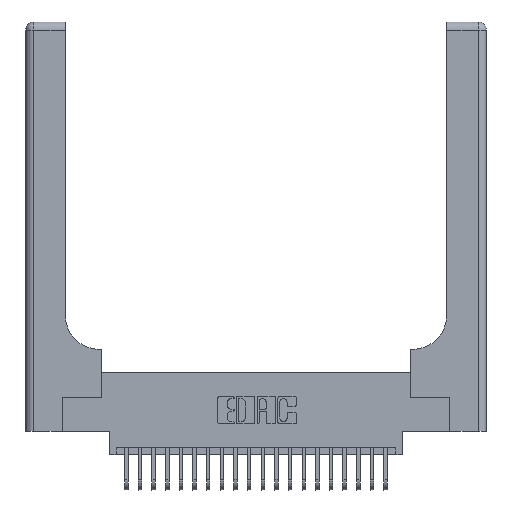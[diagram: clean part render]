
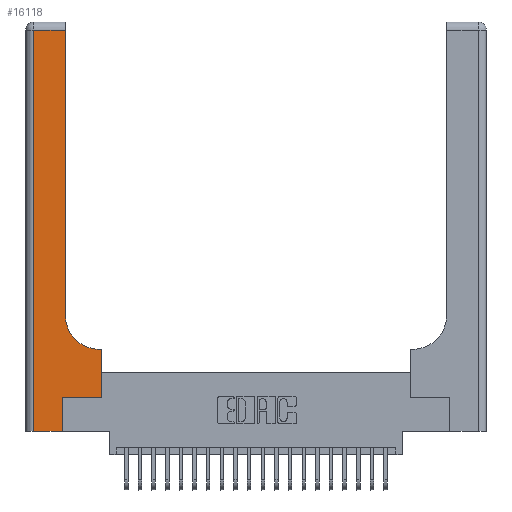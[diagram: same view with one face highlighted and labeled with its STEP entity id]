
A CAD part, top view. The second image highlights one B-rep face of the part: STEP entity #16118.
In plain terms, the highlighted planar face has unit normal (0, 0, 1).
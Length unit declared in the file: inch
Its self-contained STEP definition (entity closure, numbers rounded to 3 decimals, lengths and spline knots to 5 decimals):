
#209 = VERTEX_POINT ( 'NONE', #3129 ) ;
#457 = VECTOR ( 'NONE', #22174, 39.37008 ) ;
#616 = ORIENTED_EDGE ( 'NONE', *, *, #2133, .T. ) ;
#988 = ORIENTED_EDGE ( 'NONE', *, *, #13568, .T. ) ;
#1388 = CARTESIAN_POINT ( 'NONE',  ( 0.2915, 3., 0.37 ) ) ;
#1952 = CARTESIAN_POINT ( 'NONE',  ( 0.5415, 0.85, 0.37 ) ) ;
#1968 = ORIENTED_EDGE ( 'NONE', *, *, #24773, .T. ) ;
#2133 = EDGE_CURVE ( 'NONE', #4836, #18020, #12125, .T. ) ;
#2430 = DIRECTION ( 'NONE',  ( -1., 0., 0. ) ) ;
#2600 = CARTESIAN_POINT ( 'NONE',  ( 0., 2.94, 0.37 ) ) ;
#2711 = LINE ( 'NONE', #20757, #22401 ) ;
#2789 = VECTOR ( 'NONE', #17123, 39.37008 ) ;
#3129 = CARTESIAN_POINT ( 'NONE',  ( 0.2915, 0.85, 0.37 ) ) ;
#3309 = EDGE_CURVE ( 'NONE', #209, #24052, #19390, .T. ) ;
#4001 = DIRECTION ( 'NONE',  ( 1., 0., 0. ) ) ;
#4649 = CARTESIAN_POINT ( 'NONE',  ( 0.269, 0.25, 0.37 ) ) ;
#4836 = VERTEX_POINT ( 'NONE', #6715 ) ;
#5007 = VECTOR ( 'NONE', #16418, 39.37008 ) ;
#5167 = DIRECTION ( 'NONE',  ( 0., 1., 0. ) ) ;
#5911 = LINE ( 'NONE', #14348, #457 ) ;
#6044 = CIRCLE ( 'NONE', #10593, 0.25 ) ;
#6715 = CARTESIAN_POINT ( 'NONE',  ( 0.06, 2.94, 0.37 ) ) ;
#7369 = ORIENTED_EDGE ( 'NONE', *, *, #8877, .T. ) ;
#7373 = CARTESIAN_POINT ( 'NONE',  ( 0.06, 3., 0.37 ) ) ;
#7702 = CARTESIAN_POINT ( 'NONE',  ( 0.5585, 0.25, 0.37 ) ) ;
#8636 = CARTESIAN_POINT ( 'NONE',  ( 0.2915, 2.94, 0.37 ) ) ;
#8877 = EDGE_CURVE ( 'NONE', #20317, #209, #6044, .T. ) ;
#9547 = LINE ( 'NONE', #22351, #23873 ) ;
#10391 = PLANE ( 'NONE',  #17218 ) ;
#10429 = ORIENTED_EDGE ( 'NONE', *, *, #16203, .T. ) ;
#10593 = AXIS2_PLACEMENT_3D ( 'NONE', #1952, #15813, #4001 ) ;
#10762 = ORIENTED_EDGE ( 'NONE', *, *, #15574, .T. ) ;
#11348 = ORIENTED_EDGE ( 'NONE', *, *, #19194, .T. ) ;
#11372 = DIRECTION ( 'NONE',  ( 0., 1., 0. ) ) ;
#11422 = LINE ( 'NONE', #23983, #15987 ) ;
#11662 = FACE_OUTER_BOUND ( 'NONE', #24540, .T. ) ;
#12016 = CARTESIAN_POINT ( 'NONE',  ( 0.5415, 0.6, 0.37 ) ) ;
#12125 = LINE ( 'NONE', #7373, #2789 ) ;
#12341 = CARTESIAN_POINT ( 'NONE',  ( 0., 3., 0.37 ) ) ;
#12817 = ORIENTED_EDGE ( 'NONE', *, *, #3309, .T. ) ;
#13568 = EDGE_CURVE ( 'NONE', #24965, #23587, #11422, .T. ) ;
#13580 = VECTOR ( 'NONE', #11372, 39.37008 ) ;
#14250 = DIRECTION ( 'NONE',  ( 0., 1., 0. ) ) ;
#14296 = DIRECTION ( 'NONE',  ( 0., 0., -1. ) ) ;
#14348 = CARTESIAN_POINT ( 'NONE',  ( 0., 0., 0.37 ) ) ;
#14372 = VECTOR ( 'NONE', #24290, 39.37008 ) ;
#15574 = EDGE_CURVE ( 'NONE', #23587, #20317, #9547, .T. ) ;
#15771 = VERTEX_POINT ( 'NONE', #22948 ) ;
#15813 = DIRECTION ( 'NONE',  ( 0., 0., -1. ) ) ;
#15889 = ORIENTED_EDGE ( 'NONE', *, *, #18521, .T. ) ;
#15987 = VECTOR ( 'NONE', #14250, 39.37008 ) ;
#16118 = ADVANCED_FACE ( 'NONE', ( #11662 ), #10391, .F. ) ;
#16203 = EDGE_CURVE ( 'NONE', #16733, #24965, #20170, .T. ) ;
#16418 = DIRECTION ( 'NONE',  ( -1., 0., 0. ) ) ;
#16733 = VERTEX_POINT ( 'NONE', #22968 ) ;
#17018 = CARTESIAN_POINT ( 'NONE',  ( 0.5585, 0.6, 0.37 ) ) ;
#17123 = DIRECTION ( 'NONE',  ( 0., -1., 0. ) ) ;
#17218 = AXIS2_PLACEMENT_3D ( 'NONE', #12341, #14296, #2430 ) ;
#18020 = VERTEX_POINT ( 'NONE', #24893 ) ;
#18521 = EDGE_CURVE ( 'NONE', #24052, #4836, #20048, .T. ) ;
#18539 = DIRECTION ( 'NONE',  ( -1., 0., 0. ) ) ;
#19194 = EDGE_CURVE ( 'NONE', #18020, #15771, #5911, .T. ) ;
#19390 = LINE ( 'NONE', #1388, #13580 ) ;
#20048 = LINE ( 'NONE', #2600, #5007 ) ;
#20170 = LINE ( 'NONE', #4649, #14372 ) ;
#20317 = VERTEX_POINT ( 'NONE', #12016 ) ;
#20757 = CARTESIAN_POINT ( 'NONE',  ( 0.269, 0., 0.37 ) ) ;
#22174 = DIRECTION ( 'NONE',  ( 1., 0., 0. ) ) ;
#22351 = CARTESIAN_POINT ( 'NONE',  ( 0.2915, 0.6, 0.37 ) ) ;
#22401 = VECTOR ( 'NONE', #5167, 39.37008 ) ;
#22948 = CARTESIAN_POINT ( 'NONE',  ( 0.269, 0., 0.37 ) ) ;
#22968 = CARTESIAN_POINT ( 'NONE',  ( 0.269, 0.25, 0.37 ) ) ;
#23587 = VERTEX_POINT ( 'NONE', #17018 ) ;
#23873 = VECTOR ( 'NONE', #18539, 39.37008 ) ;
#23983 = CARTESIAN_POINT ( 'NONE',  ( 0.5585, 0.25, 0.37 ) ) ;
#24052 = VERTEX_POINT ( 'NONE', #8636 ) ;
#24290 = DIRECTION ( 'NONE',  ( 1., 0., 0. ) ) ;
#24540 = EDGE_LOOP ( 'NONE', ( #12817, #15889, #616, #11348, #1968, #10429, #988, #10762, #7369 ) ) ;
#24773 = EDGE_CURVE ( 'NONE', #15771, #16733, #2711, .T. ) ;
#24893 = CARTESIAN_POINT ( 'NONE',  ( 0.06, 0., 0.37 ) ) ;
#24965 = VERTEX_POINT ( 'NONE', #7702 ) ;
